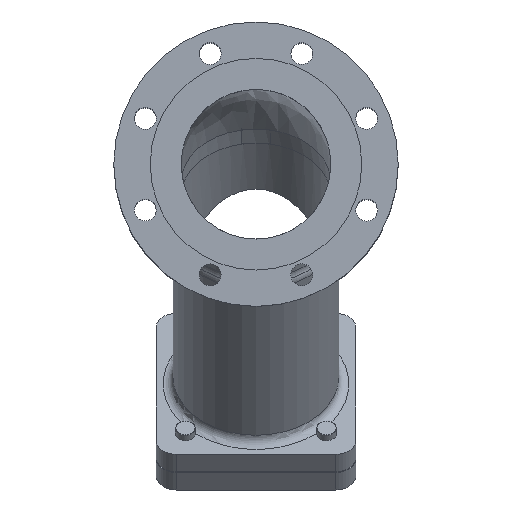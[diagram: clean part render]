
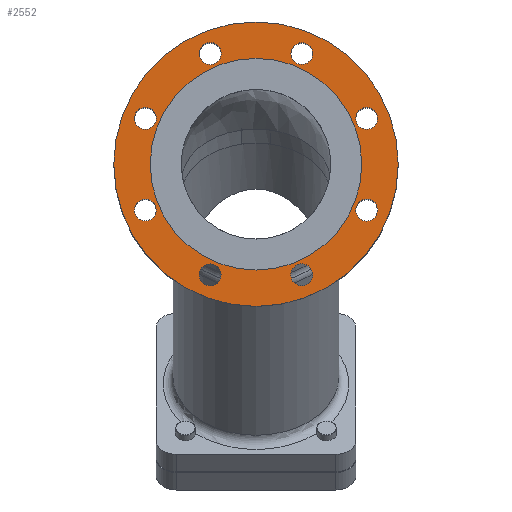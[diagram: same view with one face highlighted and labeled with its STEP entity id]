
A CAD part, top view. The second image highlights one B-rep face of the part: STEP entity #2552.
In plain terms, the highlighted planar face has unit normal (0, 0, 1).
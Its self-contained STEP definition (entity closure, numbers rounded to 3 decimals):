
#95=FACE_BOUND('',#844,.T.);
#96=FACE_BOUND('',#845,.T.);
#97=FACE_BOUND('',#846,.T.);
#98=FACE_BOUND('',#847,.T.);
#99=FACE_BOUND('',#848,.T.);
#100=FACE_BOUND('',#849,.T.);
#101=FACE_BOUND('',#850,.T.);
#102=FACE_BOUND('',#851,.T.);
#103=FACE_BOUND('',#852,.T.);
#172=PLANE('',#2840);
#670=FACE_OUTER_BOUND('',#843,.T.);
#843=EDGE_LOOP('',(#2284,#2285));
#844=EDGE_LOOP('',(#2286,#2287));
#845=EDGE_LOOP('',(#2288,#2289));
#846=EDGE_LOOP('',(#2290,#2291));
#847=EDGE_LOOP('',(#2292,#2293));
#848=EDGE_LOOP('',(#2294,#2295));
#849=EDGE_LOOP('',(#2296,#2297));
#850=EDGE_LOOP('',(#2298,#2299));
#851=EDGE_LOOP('',(#2300,#2301));
#852=EDGE_LOOP('',(#2302,#2303));
#999=CIRCLE('',#2838,142.5);
#1000=CIRCLE('',#2839,142.5);
#1001=CIRCLE('',#2841,11.);
#1002=CIRCLE('',#2842,11.);
#1003=CIRCLE('',#2843,11.);
#1004=CIRCLE('',#2844,11.);
#1005=CIRCLE('',#2845,11.);
#1006=CIRCLE('',#2846,11.);
#1007=CIRCLE('',#2847,11.);
#1008=CIRCLE('',#2848,11.);
#1009=CIRCLE('',#2849,11.);
#1010=CIRCLE('',#2850,11.);
#1011=CIRCLE('',#2851,11.);
#1012=CIRCLE('',#2852,11.);
#1013=CIRCLE('',#2853,11.);
#1014=CIRCLE('',#2854,11.);
#1015=CIRCLE('',#2855,11.);
#1016=CIRCLE('',#2856,11.);
#1017=CIRCLE('',#2857,106.);
#1018=CIRCLE('',#2858,106.);
#1266=VERTEX_POINT('',#4517);
#1267=VERTEX_POINT('',#4519);
#1268=VERTEX_POINT('',#4523);
#1269=VERTEX_POINT('',#4524);
#1270=VERTEX_POINT('',#4527);
#1271=VERTEX_POINT('',#4528);
#1272=VERTEX_POINT('',#4531);
#1273=VERTEX_POINT('',#4532);
#1274=VERTEX_POINT('',#4535);
#1275=VERTEX_POINT('',#4536);
#1276=VERTEX_POINT('',#4539);
#1277=VERTEX_POINT('',#4540);
#1278=VERTEX_POINT('',#4543);
#1279=VERTEX_POINT('',#4544);
#1280=VERTEX_POINT('',#4547);
#1281=VERTEX_POINT('',#4548);
#1282=VERTEX_POINT('',#4551);
#1283=VERTEX_POINT('',#4552);
#1284=VERTEX_POINT('',#4555);
#1285=VERTEX_POINT('',#4556);
#1618=EDGE_CURVE('',#1266,#1267,#999,.T.);
#1619=EDGE_CURVE('',#1267,#1266,#1000,.T.);
#1620=EDGE_CURVE('',#1268,#1269,#1001,.T.);
#1621=EDGE_CURVE('',#1269,#1268,#1002,.T.);
#1622=EDGE_CURVE('',#1270,#1271,#1003,.T.);
#1623=EDGE_CURVE('',#1271,#1270,#1004,.T.);
#1624=EDGE_CURVE('',#1272,#1273,#1005,.T.);
#1625=EDGE_CURVE('',#1273,#1272,#1006,.T.);
#1626=EDGE_CURVE('',#1274,#1275,#1007,.T.);
#1627=EDGE_CURVE('',#1275,#1274,#1008,.T.);
#1628=EDGE_CURVE('',#1276,#1277,#1009,.T.);
#1629=EDGE_CURVE('',#1277,#1276,#1010,.T.);
#1630=EDGE_CURVE('',#1278,#1279,#1011,.T.);
#1631=EDGE_CURVE('',#1279,#1278,#1012,.T.);
#1632=EDGE_CURVE('',#1280,#1281,#1013,.T.);
#1633=EDGE_CURVE('',#1281,#1280,#1014,.T.);
#1634=EDGE_CURVE('',#1282,#1283,#1015,.T.);
#1635=EDGE_CURVE('',#1283,#1282,#1016,.T.);
#1636=EDGE_CURVE('',#1284,#1285,#1017,.T.);
#1637=EDGE_CURVE('',#1285,#1284,#1018,.T.);
#2284=ORIENTED_EDGE('',*,*,#1619,.F.);
#2285=ORIENTED_EDGE('',*,*,#1618,.F.);
#2286=ORIENTED_EDGE('',*,*,#1620,.T.);
#2287=ORIENTED_EDGE('',*,*,#1621,.T.);
#2288=ORIENTED_EDGE('',*,*,#1622,.T.);
#2289=ORIENTED_EDGE('',*,*,#1623,.T.);
#2290=ORIENTED_EDGE('',*,*,#1624,.T.);
#2291=ORIENTED_EDGE('',*,*,#1625,.T.);
#2292=ORIENTED_EDGE('',*,*,#1626,.T.);
#2293=ORIENTED_EDGE('',*,*,#1627,.T.);
#2294=ORIENTED_EDGE('',*,*,#1628,.T.);
#2295=ORIENTED_EDGE('',*,*,#1629,.T.);
#2296=ORIENTED_EDGE('',*,*,#1630,.T.);
#2297=ORIENTED_EDGE('',*,*,#1631,.T.);
#2298=ORIENTED_EDGE('',*,*,#1632,.T.);
#2299=ORIENTED_EDGE('',*,*,#1633,.T.);
#2300=ORIENTED_EDGE('',*,*,#1634,.T.);
#2301=ORIENTED_EDGE('',*,*,#1635,.T.);
#2302=ORIENTED_EDGE('',*,*,#1636,.T.);
#2303=ORIENTED_EDGE('',*,*,#1637,.T.);
#2552=ADVANCED_FACE('',(#670,#95,#96,#97,#98,#99,#100,#101,#102,#103),#172,
 .T.);
#2838=AXIS2_PLACEMENT_3D('',#4520,#3527,#3528);
#2839=AXIS2_PLACEMENT_3D('',#4521,#3529,#3530);
#2840=AXIS2_PLACEMENT_3D('',#4522,#3531,#3532);
#2841=AXIS2_PLACEMENT_3D('',#4525,#3533,#3534);
#2842=AXIS2_PLACEMENT_3D('',#4526,#3535,#3536);
#2843=AXIS2_PLACEMENT_3D('',#4529,#3537,#3538);
#2844=AXIS2_PLACEMENT_3D('',#4530,#3539,#3540);
#2845=AXIS2_PLACEMENT_3D('',#4533,#3541,#3542);
#2846=AXIS2_PLACEMENT_3D('',#4534,#3543,#3544);
#2847=AXIS2_PLACEMENT_3D('',#4537,#3545,#3546);
#2848=AXIS2_PLACEMENT_3D('',#4538,#3547,#3548);
#2849=AXIS2_PLACEMENT_3D('',#4541,#3549,#3550);
#2850=AXIS2_PLACEMENT_3D('',#4542,#3551,#3552);
#2851=AXIS2_PLACEMENT_3D('',#4545,#3553,#3554);
#2852=AXIS2_PLACEMENT_3D('',#4546,#3555,#3556);
#2853=AXIS2_PLACEMENT_3D('',#4549,#3557,#3558);
#2854=AXIS2_PLACEMENT_3D('',#4550,#3559,#3560);
#2855=AXIS2_PLACEMENT_3D('',#4553,#3561,#3562);
#2856=AXIS2_PLACEMENT_3D('',#4554,#3563,#3564);
#2857=AXIS2_PLACEMENT_3D('',#4557,#3565,#3566);
#2858=AXIS2_PLACEMENT_3D('',#4558,#3567,#3568);
#3527=DIRECTION('center_axis',(0.,0.,-1.));
#3528=DIRECTION('ref_axis',(1.,0.,0.));
#3529=DIRECTION('center_axis',(0.,0.,-1.));
#3530=DIRECTION('ref_axis',(1.,0.,0.));
#3531=DIRECTION('center_axis',(0.,0.,1.));
#3532=DIRECTION('ref_axis',(1.,0.,0.));
#3533=DIRECTION('center_axis',(0.,0.,-1.));
#3534=DIRECTION('ref_axis',(0.707,0.707,0.));
#3535=DIRECTION('center_axis',(0.,0.,-1.));
#3536=DIRECTION('ref_axis',(0.707,0.707,0.));
#3537=DIRECTION('center_axis',(0.,0.,-1.));
#3538=DIRECTION('ref_axis',(0.,1.,0.));
#3539=DIRECTION('center_axis',(0.,0.,-1.));
#3540=DIRECTION('ref_axis',(0.,1.,0.));
#3541=DIRECTION('center_axis',(0.,0.,-1.));
#3542=DIRECTION('ref_axis',(-0.707,0.707,0.));
#3543=DIRECTION('center_axis',(0.,0.,-1.));
#3544=DIRECTION('ref_axis',(-0.707,0.707,0.));
#3545=DIRECTION('center_axis',(0.,0.,-1.));
#3546=DIRECTION('ref_axis',(-1.,0.,0.));
#3547=DIRECTION('center_axis',(0.,0.,-1.));
#3548=DIRECTION('ref_axis',(-1.,0.,0.));
#3549=DIRECTION('center_axis',(0.,0.,-1.));
#3550=DIRECTION('ref_axis',(-0.707,-0.707,0.));
#3551=DIRECTION('center_axis',(0.,0.,-1.));
#3552=DIRECTION('ref_axis',(-0.707,-0.707,0.));
#3553=DIRECTION('center_axis',(0.,0.,-1.));
#3554=DIRECTION('ref_axis',(0.,-1.,0.));
#3555=DIRECTION('center_axis',(0.,0.,-1.));
#3556=DIRECTION('ref_axis',(0.,-1.,0.));
#3557=DIRECTION('center_axis',(0.,0.,-1.));
#3558=DIRECTION('ref_axis',(0.707,-0.707,0.));
#3559=DIRECTION('center_axis',(0.,0.,-1.));
#3560=DIRECTION('ref_axis',(0.707,-0.707,0.));
#3561=DIRECTION('center_axis',(0.,0.,-1.));
#3562=DIRECTION('ref_axis',(1.,0.,0.));
#3563=DIRECTION('center_axis',(0.,0.,-1.));
#3564=DIRECTION('ref_axis',(1.,0.,0.));
#3565=DIRECTION('center_axis',(0.,0.,-1.));
#3566=DIRECTION('ref_axis',(1.,0.,0.));
#3567=DIRECTION('center_axis',(0.,0.,-1.));
#3568=DIRECTION('ref_axis',(1.,0.,0.));
#4517=CARTESIAN_POINT('',(0.,-142.5,237.));
#4519=CARTESIAN_POINT('',(0.,142.5,237.));
#4520=CARTESIAN_POINT('Origin',(0.,0.,237.));
#4521=CARTESIAN_POINT('Origin',(0.,0.,237.));
#4522=CARTESIAN_POINT('Origin',(0.,142.5,237.));
#4523=CARTESIAN_POINT('',(-38.144,118.644,237.));
#4524=CARTESIAN_POINT('',(-53.7,103.087,237.));
#4525=CARTESIAN_POINT('Origin',(-45.922,110.866,237.));
#4526=CARTESIAN_POINT('Origin',(-45.922,110.866,237.));
#4527=CARTESIAN_POINT('',(-110.866,56.922,237.));
#4528=CARTESIAN_POINT('',(-110.866,34.922,237.));
#4529=CARTESIAN_POINT('Origin',(-110.866,45.922,237.));
#4530=CARTESIAN_POINT('Origin',(-110.866,45.922,237.));
#4531=CARTESIAN_POINT('',(-118.644,-38.144,237.));
#4532=CARTESIAN_POINT('',(-103.087,-53.7,237.));
#4533=CARTESIAN_POINT('Origin',(-110.866,-45.922,237.));
#4534=CARTESIAN_POINT('Origin',(-110.866,-45.922,237.));
#4535=CARTESIAN_POINT('',(-56.922,-110.866,237.));
#4536=CARTESIAN_POINT('',(-34.922,-110.866,237.));
#4537=CARTESIAN_POINT('Origin',(-45.922,-110.866,237.));
#4538=CARTESIAN_POINT('Origin',(-45.922,-110.866,237.));
#4539=CARTESIAN_POINT('',(38.144,-118.644,237.));
#4540=CARTESIAN_POINT('',(53.7,-103.087,237.));
#4541=CARTESIAN_POINT('Origin',(45.922,-110.866,237.));
#4542=CARTESIAN_POINT('Origin',(45.922,-110.866,237.));
#4543=CARTESIAN_POINT('',(110.866,-56.922,237.));
#4544=CARTESIAN_POINT('',(110.866,-34.922,237.));
#4545=CARTESIAN_POINT('Origin',(110.866,-45.922,237.));
#4546=CARTESIAN_POINT('Origin',(110.866,-45.922,237.));
#4547=CARTESIAN_POINT('',(118.644,38.144,237.));
#4548=CARTESIAN_POINT('',(103.087,53.7,237.));
#4549=CARTESIAN_POINT('Origin',(110.866,45.922,237.));
#4550=CARTESIAN_POINT('Origin',(110.866,45.922,237.));
#4551=CARTESIAN_POINT('',(56.922,110.866,237.));
#4552=CARTESIAN_POINT('',(34.922,110.866,237.));
#4553=CARTESIAN_POINT('Origin',(45.922,110.866,237.));
#4554=CARTESIAN_POINT('Origin',(45.922,110.866,237.));
#4555=CARTESIAN_POINT('',(0.,106.,237.));
#4556=CARTESIAN_POINT('',(0.,-106.,237.));
#4557=CARTESIAN_POINT('Origin',(0.,0.,237.));
#4558=CARTESIAN_POINT('Origin',(0.,0.,237.));
